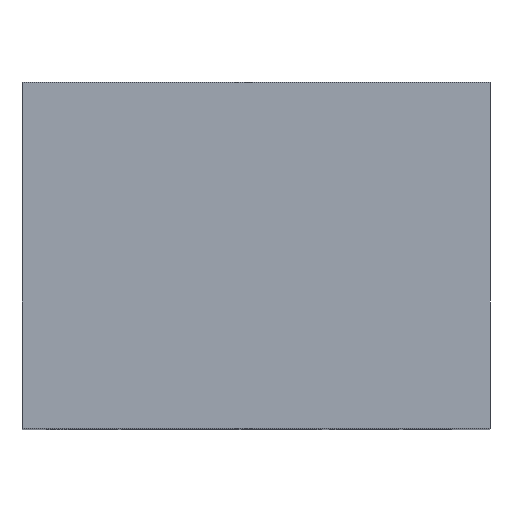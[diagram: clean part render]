
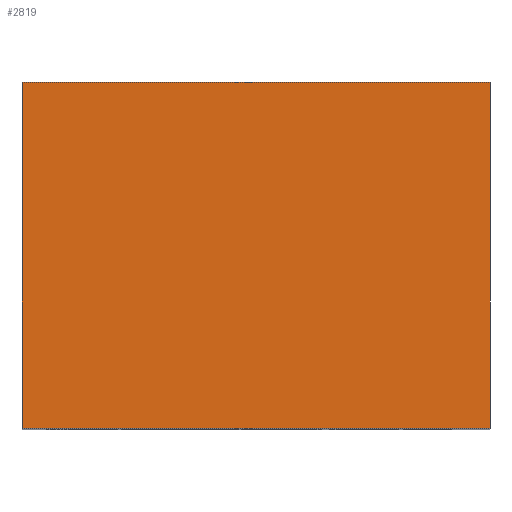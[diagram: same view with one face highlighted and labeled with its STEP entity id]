
A CAD part, top view. The second image highlights one B-rep face of the part: STEP entity #2819.
In plain terms, the highlighted planar face has unit normal (0, 0, 1).
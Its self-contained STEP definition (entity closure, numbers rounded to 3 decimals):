
#91=LINE('',#4790,#270);
#116=LINE('',#4886,#295);
#117=LINE('',#4888,#296);
#118=LINE('',#4890,#297);
#270=VECTOR('',#3061,1000.);
#295=VECTOR('',#3096,1000.);
#296=VECTOR('',#3099,1000.);
#297=VECTOR('',#3100,1000.);
#528=ORIENTED_EDGE('',*,*,#1079,.T.);
#529=ORIENTED_EDGE('',*,*,#1080,.F.);
#530=ORIENTED_EDGE('',*,*,#1051,.F.);
#531=ORIENTED_EDGE('',*,*,#1078,.T.);
#1051=EDGE_CURVE('',#1330,#1331,#91,.T.);
#1078=EDGE_CURVE('',#1330,#1353,#116,.T.);
#1079=EDGE_CURVE('',#1353,#1354,#117,.T.);
#1080=EDGE_CURVE('',#1331,#1354,#118,.T.);
#1330=VERTEX_POINT('',#4789);
#1331=VERTEX_POINT('',#4791);
#1353=VERTEX_POINT('',#4885);
#1354=VERTEX_POINT('',#4889);
#1574=EDGE_LOOP('',(#528,#529,#530,#531));
#1731=FACE_BOUND('',#1574,.T.);
#1865=PLANE('',#2949);
#2819=ADVANCED_FACE('',(#1731),#1865,.F.);
#2949=AXIS2_PLACEMENT_3D('',#4887,#3097,#3098);
#3061=DIRECTION('',(-1.,0.,0.));
#3096=DIRECTION('',(0.,1.,0.));
#3097=DIRECTION('',(0.,0.,-1.));
#3098=DIRECTION('',(-1.,0.,0.));
#3099=DIRECTION('',(-1.,0.,0.));
#3100=DIRECTION('',(0.,1.,0.));
#4789=CARTESIAN_POINT('',(5.75,-4.25,17.5));
#4790=CARTESIAN_POINT('',(5.75,-4.25,17.5));
#4791=CARTESIAN_POINT('',(-5.75,-4.25,17.5));
#4885=CARTESIAN_POINT('',(5.75,4.25,17.5));
#4886=CARTESIAN_POINT('',(5.75,-4.25,17.5));
#4887=CARTESIAN_POINT('',(5.75,-4.25,17.5));
#4888=CARTESIAN_POINT('',(5.75,4.25,17.5));
#4889=CARTESIAN_POINT('',(-5.75,4.25,17.5));
#4890=CARTESIAN_POINT('',(-5.75,-4.25,17.5));
